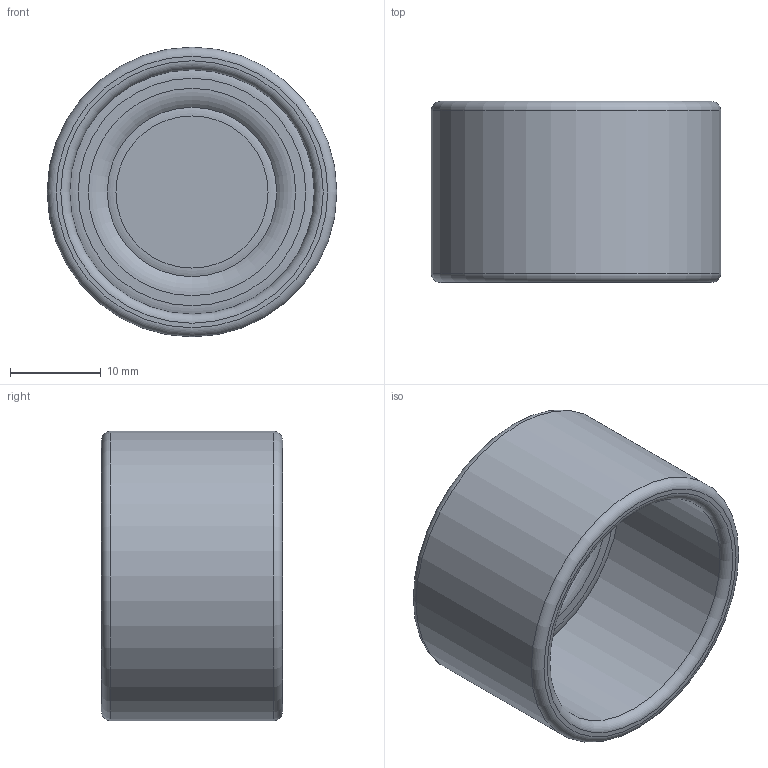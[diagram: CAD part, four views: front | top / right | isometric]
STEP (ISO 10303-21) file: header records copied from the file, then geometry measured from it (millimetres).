
FILE_DESCRIPTION(/* description */ (''),/* implementation_level */ '2;1');
FILE_NAME(/* name */ '2ALBT7.stp',/* time_stamp */ '2016-07-21T11:45:43-04:00',/* author */ ('CAD Station'),/* organization */ (''),/* preprocessor_version */ 'ST-DEVELOPER v16.1',/* originating_system */ 'Autodesk Inventor 2016',/* authorisation */ '');
FILE_SCHEMA (('AUTOMOTIVE_DESIGN { 1 0 10303 214 3 1 1 }'));
Length unit declared in the file: millimetre
Products named in the file (1): Part2
Bounding box: 32 x 20 x 32 mm (x, y, z)
Volume: 6073.8 mm3; surface area: 4983.5 mm2
Topology: 1 solids, 1 shells, 21 faces, 35 edges, 21 vertices
Faces by surface type: torus 12, plane 7, cylinder 2
Full cylindrical faces by diameter (mm): 27 x1, 32 x1
Entity records: 466 total; most frequent: DIRECTION 84, CARTESIAN_POINT 62, AXIS2_PLACEMENT_3D 42, EDGE_LOOP 40, ORIENTED_EDGE 40, STYLED_ITEM 22, FACE_OUTER_BOUND 21, ADVANCED_FACE 21
